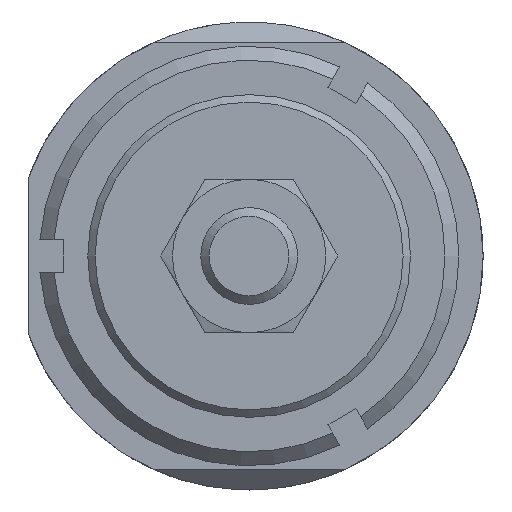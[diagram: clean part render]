
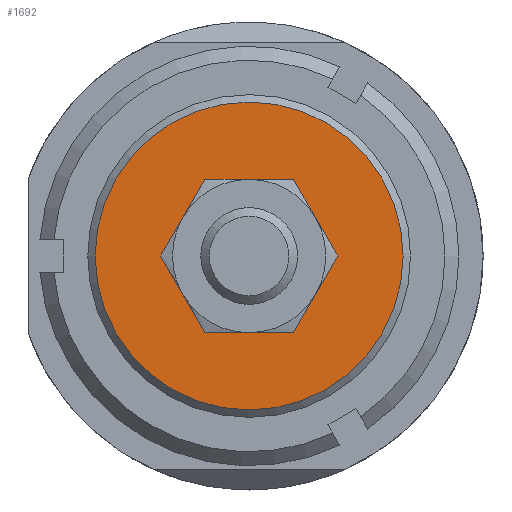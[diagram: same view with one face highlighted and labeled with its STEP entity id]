
A CAD part, left-side view. The second image highlights one B-rep face of the part: STEP entity #1692.
In plain terms, the highlighted face is planar.
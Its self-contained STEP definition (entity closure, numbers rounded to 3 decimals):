
#293=PLANE('',#1958);
#380=CIRCLE('',#1957,19.08);
#381=CIRCLE('',#1959,7.);
#801=ORIENTED_EDGE('',*,*,#1048,.F.);
#802=ORIENTED_EDGE('',*,*,#1047,.T.);
#1047=EDGE_CURVE('',#1206,#1206,#380,.T.);
#1048=EDGE_CURVE('',#1207,#1207,#381,.T.);
#1206=VERTEX_POINT('',#3085);
#1207=VERTEX_POINT('',#3088);
#1390=EDGE_LOOP('',(#801));
#1391=EDGE_LOOP('',(#802));
#1540=FACE_BOUND('',#1390,.T.);
#1541=FACE_BOUND('',#1391,.T.);
#1692=ADVANCED_FACE('',(#1540,#1541),#293,.F.);
#1957=AXIS2_PLACEMENT_3D('',#3084,#2428,#2429);
#1958=AXIS2_PLACEMENT_3D('',#3086,#2430,#2431);
#1959=AXIS2_PLACEMENT_3D('',#3087,#2432,#2433);
#2428=DIRECTION('',(1.,0.,0.));
#2429=DIRECTION('',(0.,0.,-1.));
#2430=DIRECTION('',(-1.,0.,0.));
#2431=DIRECTION('',(0.,0.,1.));
#2432=DIRECTION('',(1.,0.,0.));
#2433=DIRECTION('',(0.,0.,-1.));
#3084=CARTESIAN_POINT('',(43.,0.,0.));
#3085=CARTESIAN_POINT('',(43.,0.,-19.08));
#3086=CARTESIAN_POINT('',(43.,19.08,0.));
#3087=CARTESIAN_POINT('',(43.,0.,0.));
#3088=CARTESIAN_POINT('',(43.,0.,-7.));
